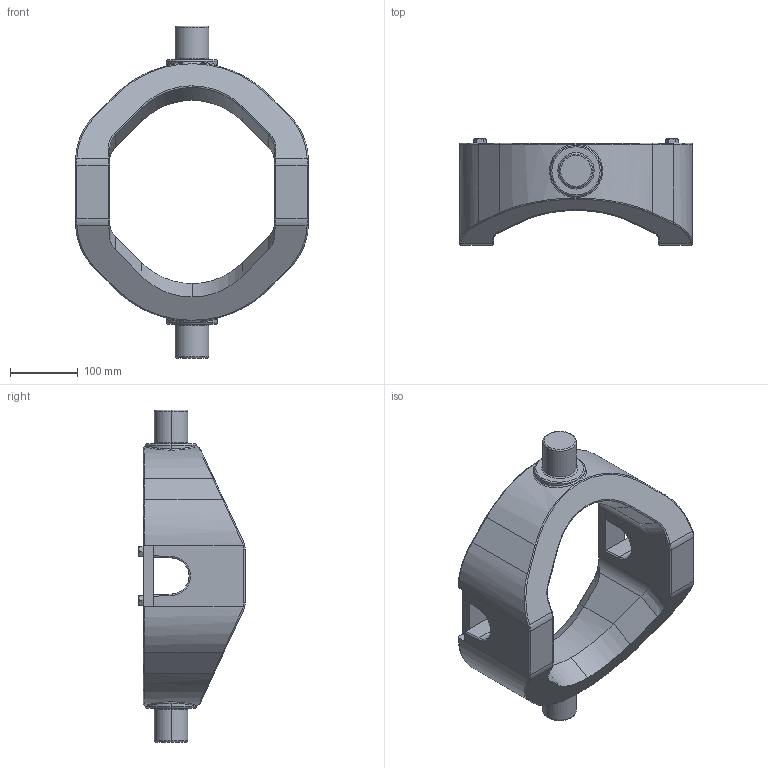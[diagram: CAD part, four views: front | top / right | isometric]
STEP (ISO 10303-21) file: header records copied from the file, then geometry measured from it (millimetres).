
FILE_DESCRIPTION (( 'STEP AP203' ), '1' );
FILE_NAME ('BER5 MONTE.STEP', '2018-02-07T08:17:40', ( '' ), ( '' ), 'SwSTEP 2.0', 'SolidWorks 2017', '' );
FILE_SCHEMA (( 'CONFIG_CONTROL_DESIGN' ));
Length unit declared in the file: millimetre
Products named in the file (1): BER5 MONTE
Bounding box: 343 x 156.4 x 489 mm (x, y, z)
Surface area: 367298.3 mm2 (no closed solid volume)
Topology: 0 solids, 7 shells, 245 faces, 614 edges, 379 vertices
Faces by surface type: plane 82, cylinder 56, torus 43, bspline 34, cone 30
Entity records: 10437 total; most frequent: CARTESIAN_POINT 4812, ORIENTED_EDGE 1180, DIRECTION 1118, EDGE_CURVE 614, AXIS2_PLACEMENT_3D 441, VERTEX_POINT 379, EDGE_LOOP 259, ADVANCED_FACE 245
